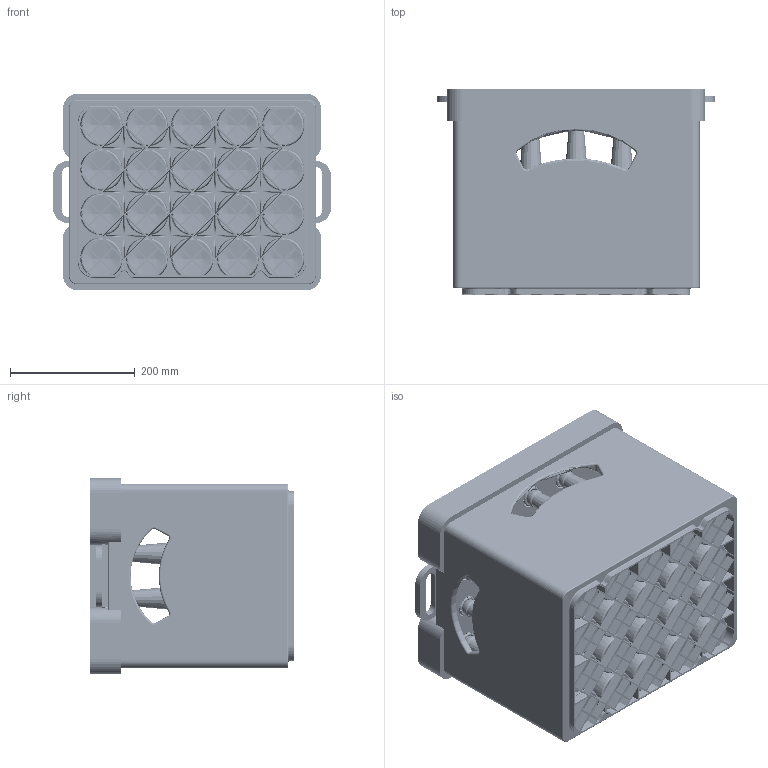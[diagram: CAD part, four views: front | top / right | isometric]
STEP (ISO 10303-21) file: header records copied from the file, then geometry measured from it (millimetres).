
FILE_DESCRIPTION (( 'STEP AP214' ), '1' );
FILE_NAME ('Kiste gefüllt_und gedichtet.STEP', '2013-02-24T10:27:12', ( '' ), ( '' ), 'SwSTEP 2.0', 'SolidWorks 2012', '' );
FILE_SCHEMA (( 'AUTOMOTIVE_DESIGN' ));
Length unit declared in the file: millimetre
Products named in the file (9): Mittelteil; Rastplatte; Flasche gefüllt; Rasthülse; Bier; LongneckFlasche_AK; Kiste; Kiste gefüllt_und gedichtet
Assembly tree (28 placements, depth 3):
  Kiste gefüllt_und gedichtet
    Kiste
    Flasche gefüllt
      LongneckFlasche_AK
      Bier
      Rasthülse
    Flasche gefüllt  x19
      LongneckFlasche_AK
      Rasthülse
    Rastplatte
    Mittelteil
Bounding box: 447 x 329 x 316 mm (x, y, z)
Volume: 12623554 mm3; surface area: 4098616 mm2
Topology: 124 solids, 124 shells, 4817 faces, 12474 edges, 7801 vertices
Faces by surface type: plane 1654, cylinder 1248, torus 1045, bspline 628, cone 193, sphere 49
Full cylindrical faces by diameter (mm): 10 x20, 12.5 x20, 16 x20, 17 x40, 20 x20, 22 x20, 26.5 x20, 34 x20, 35 x20, 60.997 x21, 66.997 x20
Entity records: 77746 total; most frequent: CARTESIAN_POINT 22589, ORIENTED_EDGE 11470, DIRECTION 10624, EDGE_CURVE 5735, VERTEX_POINT 3844, AXIS2_PLACEMENT_3D 3742, LINE 3140, VECTOR 3140
